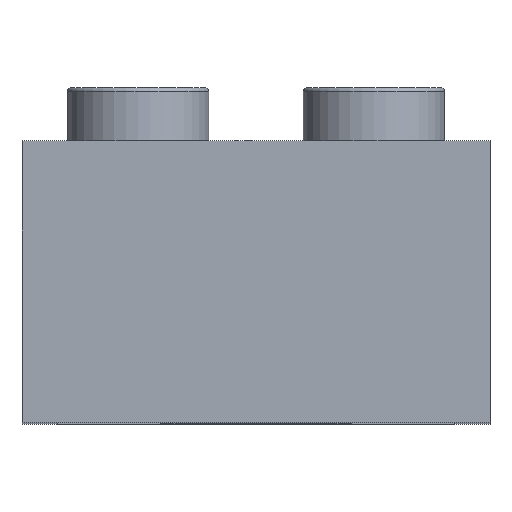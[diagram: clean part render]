
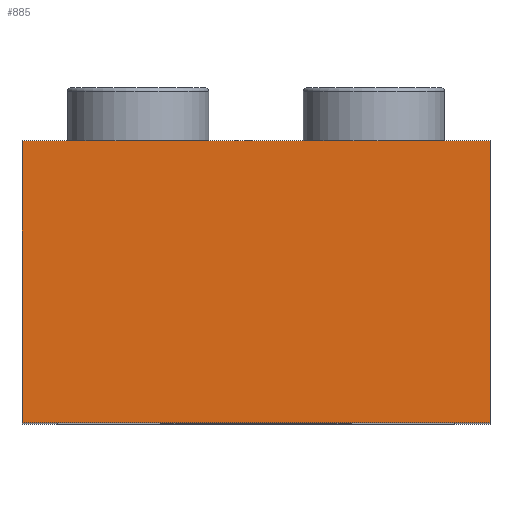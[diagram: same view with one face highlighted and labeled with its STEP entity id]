
A CAD part, top view. The second image highlights one B-rep face of the part: STEP entity #885.
In plain terms, the highlighted planar face has unit normal (0, 0, 1).
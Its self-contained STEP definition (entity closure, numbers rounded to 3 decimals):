
#65=PLANE('',#1030);
#105=LINE('',#1577,#151);
#106=LINE('',#1579,#152);
#107=LINE('',#1581,#153);
#108=LINE('',#1582,#154);
#151=VECTOR('',#1324,10.);
#152=VECTOR('',#1325,10.);
#153=VECTOR('',#1326,10.);
#154=VECTOR('',#1327,10.);
#242=FACE_OUTER_BOUND('',#319,.T.);
#319=EDGE_LOOP('',(#784,#785,#786,#787));
#470=VERTEX_POINT('',#1575);
#471=VERTEX_POINT('',#1576);
#472=VERTEX_POINT('',#1578);
#473=VERTEX_POINT('',#1580);
#580=EDGE_CURVE('',#470,#471,#105,.T.);
#581=EDGE_CURVE('',#471,#472,#106,.T.);
#582=EDGE_CURVE('',#473,#472,#107,.T.);
#583=EDGE_CURVE('',#470,#473,#108,.T.);
#784=ORIENTED_EDGE('',*,*,#580,.T.);
#785=ORIENTED_EDGE('',*,*,#581,.T.);
#786=ORIENTED_EDGE('',*,*,#582,.F.);
#787=ORIENTED_EDGE('',*,*,#583,.F.);
#885=ADVANCED_FACE('',(#242),#65,.T.);
#1030=AXIS2_PLACEMENT_3D('',#1574,#1322,#1323);
#1322=DIRECTION('center_axis',(0.,0.,1.));
#1323=DIRECTION('ref_axis',(1.,0.,0.));
#1324=DIRECTION('',(1.,0.,0.));
#1325=DIRECTION('',(0.,1.,0.));
#1326=DIRECTION('',(1.,0.,0.));
#1327=DIRECTION('',(0.,1.,0.));
#1574=CARTESIAN_POINT('Origin',(-7.938,0.,15.875));
#1575=CARTESIAN_POINT('',(-7.938,0.,15.875));
#1576=CARTESIAN_POINT('',(7.938,0.,15.875));
#1577=CARTESIAN_POINT('',(-7.938,0.,15.875));
#1578=CARTESIAN_POINT('',(7.938,9.565,15.875));
#1579=CARTESIAN_POINT('',(7.938,0.,15.875));
#1580=CARTESIAN_POINT('',(-7.938,9.565,15.875));
#1581=CARTESIAN_POINT('',(-7.938,9.565,15.875));
#1582=CARTESIAN_POINT('',(-7.938,0.,15.875));
